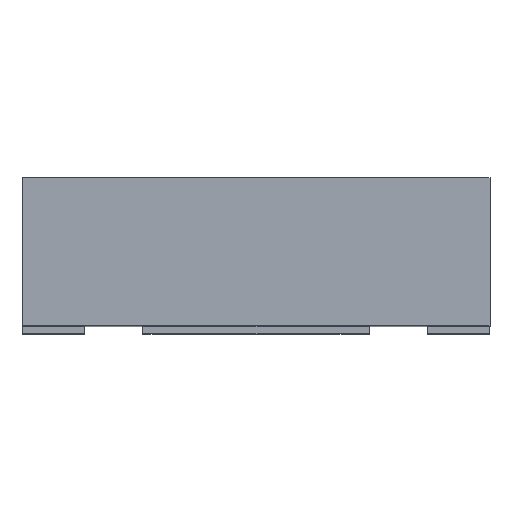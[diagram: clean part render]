
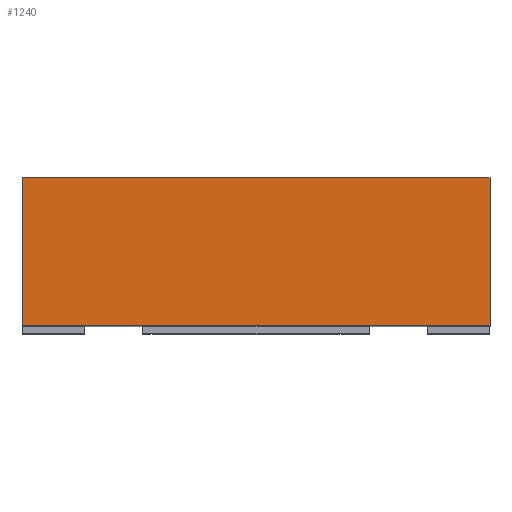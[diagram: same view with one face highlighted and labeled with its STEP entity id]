
A CAD part, top view. The second image highlights one B-rep face of the part: STEP entity #1240.
In plain terms, the highlighted planar face has unit normal (0, 0, 1).
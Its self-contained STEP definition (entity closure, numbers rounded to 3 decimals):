
#34 = VERTEX_POINT ( 'NONE', #355 ) ;
#57 = AXIS2_PLACEMENT_3D ( 'NONE', #2671, #1458, #2702 ) ;
#311 = VECTOR ( 'NONE', #1302, 1000. ) ;
#355 = CARTESIAN_POINT ( 'NONE',  ( -1.5, 0.05, 1.5 ) ) ;
#385 = LINE ( 'NONE', #1092, #311 ) ;
#405 = ORIENTED_EDGE ( 'NONE', *, *, #2869, .T. ) ;
#494 = VECTOR ( 'NONE', #2409, 1000. ) ;
#521 = PLANE ( 'NONE',  #57 ) ;
#638 = LINE ( 'NONE', #2851, #2335 ) ;
#718 = LINE ( 'NONE', #1685, #494 ) ;
#752 = FACE_OUTER_BOUND ( 'NONE', #2183, .T. ) ;
#1092 = CARTESIAN_POINT ( 'NONE',  ( 1.5, 0.05, 1.5 ) ) ;
#1133 = VERTEX_POINT ( 'NONE', #3116 ) ;
#1240 = ADVANCED_FACE ( 'NONE', ( #752 ), #521, .F. ) ;
#1302 = DIRECTION ( 'NONE',  ( 1., 0., 0. ) ) ;
#1373 = VERTEX_POINT ( 'NONE', #2063 ) ;
#1458 = DIRECTION ( 'NONE',  ( 0., 0., -1. ) ) ;
#1523 = ORIENTED_EDGE ( 'NONE', *, *, #1917, .F. ) ;
#1685 = CARTESIAN_POINT ( 'NONE',  ( -1.5, 6.243, 1.5 ) ) ;
#1910 = ORIENTED_EDGE ( 'NONE', *, *, #2506, .T. ) ;
#1917 = EDGE_CURVE ( 'NONE', #3109, #1133, #638, .T. ) ;
#2063 = CARTESIAN_POINT ( 'NONE',  ( -1.5, 1., 1.5 ) ) ;
#2183 = EDGE_LOOP ( 'NONE', ( #2602, #405, #1910, #1523 ) ) ;
#2312 = DIRECTION ( 'NONE',  ( 0., -1., 0. ) ) ;
#2330 = DIRECTION ( 'NONE',  ( 1., 0., 0. ) ) ;
#2335 = VECTOR ( 'NONE', #2312, 1000. ) ;
#2409 = DIRECTION ( 'NONE',  ( 0., -1., 0. ) ) ;
#2506 = EDGE_CURVE ( 'NONE', #34, #1133, #385, .T. ) ;
#2602 = ORIENTED_EDGE ( 'NONE', *, *, #2727, .F. ) ;
#2671 = CARTESIAN_POINT ( 'NONE',  ( 1.5, 6.243, 1.5 ) ) ;
#2702 = DIRECTION ( 'NONE',  ( -1., 0., 0. ) ) ;
#2727 = EDGE_CURVE ( 'NONE', #1373, #3109, #2856, .T. ) ;
#2791 = VECTOR ( 'NONE', #2330, 1000. ) ;
#2851 = CARTESIAN_POINT ( 'NONE',  ( 1.5, 6.243, 1.5 ) ) ;
#2856 = LINE ( 'NONE', #3068, #2791 ) ;
#2869 = EDGE_CURVE ( 'NONE', #1373, #34, #718, .T. ) ;
#2957 = CARTESIAN_POINT ( 'NONE',  ( 1.5, 1., 1.5 ) ) ;
#3068 = CARTESIAN_POINT ( 'NONE',  ( 1.5, 1., 1.5 ) ) ;
#3109 = VERTEX_POINT ( 'NONE', #2957 ) ;
#3116 = CARTESIAN_POINT ( 'NONE',  ( 1.5, 0.05, 1.5 ) ) ;
